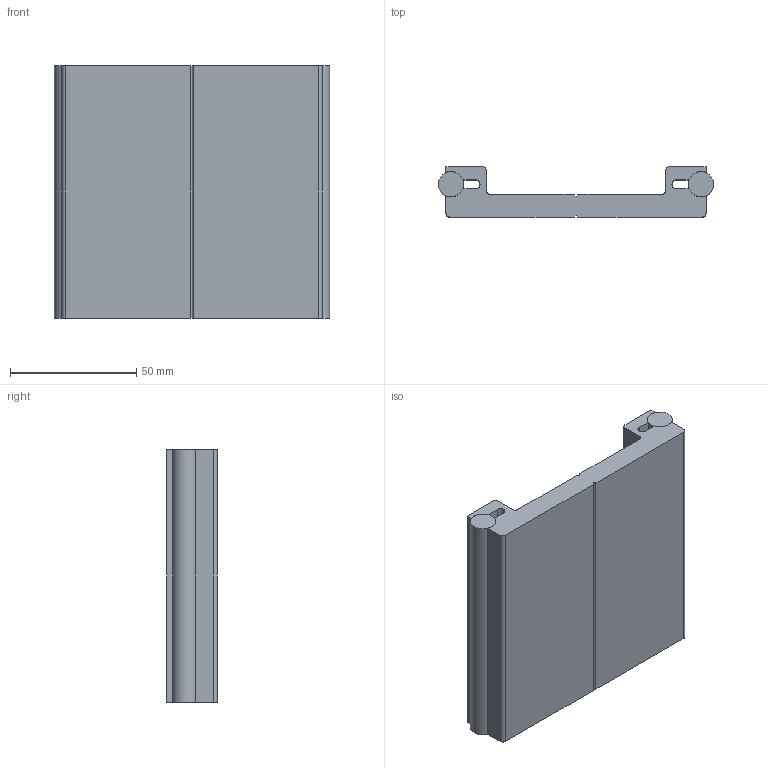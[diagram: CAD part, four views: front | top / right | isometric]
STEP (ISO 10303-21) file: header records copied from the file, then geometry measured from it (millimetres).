
FILE_DESCRIPTION(/* description */ ('PROFILO GUIDA LINEARE GDX10'),/* implementation_level */ '2;1');
FILE_NAME(/* name */ 'F3DTM0000606.stp',/* time_stamp */ '2022-12-12T09:51:14+01:00',/* author */ ('tecnico7'),/* organization */ (''),/* preprocessor_version */ 'ST-DEVELOPER v18.1',/* originating_system */ 'Autodesk Inventor 2022',/* authorisation */ '');
FILE_SCHEMA (('AUTOMOTIVE_DESIGN { 1 0 10303 214 3 1 1 }'));
Length unit declared in the file: millimetre
Products named in the file (3): 3DTM0000606; 3DSD000933; 3DSD000934
Assembly tree (3 placements, depth 2):
  3DTM0000606
    3DSD000933  x2
    3DSD000934
Bounding box: 109 x 20 x 100 mm (x, y, z)
Volume: 127294.4 mm3; surface area: 39909.6 mm2
Topology: 3 solids, 3 shells, 40 faces, 102 edges, 68 vertices
Faces by surface type: plane 26, cylinder 14
Full cylindrical faces by diameter (mm): 10 x2
Entity records: 1292 total; most frequent: DIRECTION 211, CARTESIAN_POINT 208, ORIENTED_EDGE 198, EDGE_CURVE 99, LINE 73, VECTOR 73, AXIS2_PLACEMENT_3D 69, VERTEX_POINT 66
